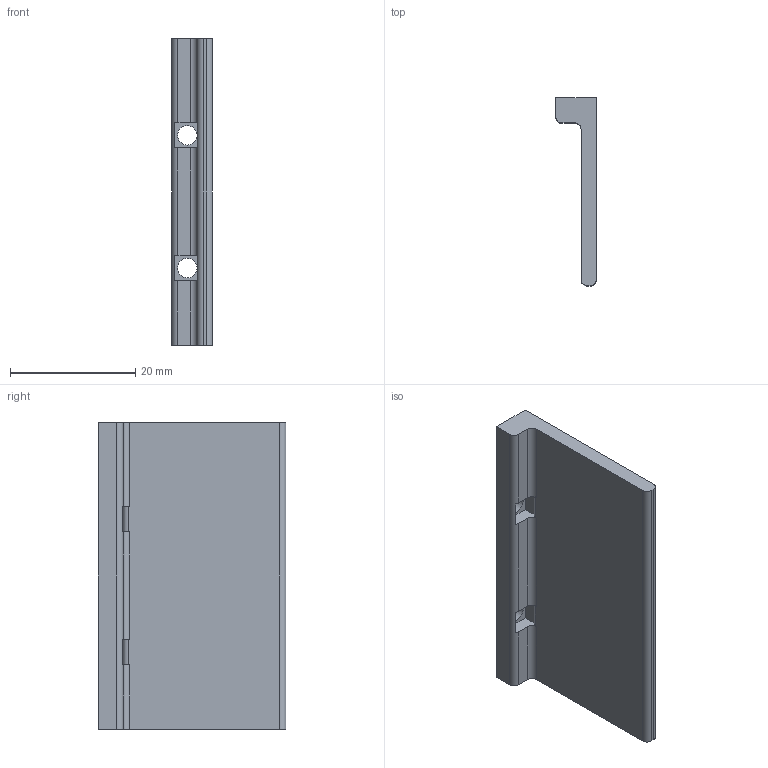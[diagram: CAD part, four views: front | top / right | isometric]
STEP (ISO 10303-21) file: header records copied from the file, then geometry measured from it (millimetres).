
FILE_DESCRIPTION(/* description */ (''),/* implementation_level */ '2;1');
FILE_NAME(/* name */ 'Base_Suporte_Teste_ipt_fdfffd87.STEP',/* time_stamp */ '2021-11-25T10:11:44-03:00',/* author */ ('Ed'),/* organization */ (''),/* preprocessor_version */ 'ST-DEVELOPER v18.1',/* originating_system */ 'Autodesk Inventor 2020',/* authorisation */ '');
FILE_SCHEMA (('AUTOMOTIVE_DESIGN { 1 0 10303 214 3 1 1 }'));
Length unit declared in the file: millimetre
Products named in the file (1): Base_Suporte_Teste
Bounding box: 6.5 x 30 x 49 mm (x, y, z)
Volume: 4277.6 mm3; surface area: 3752.4 mm2
Topology: 1 solids, 1 shells, 30 faces, 88 edges, 60 vertices
Faces by surface type: plane 20, cylinder 10
Full cylindrical faces by diameter (mm): 3.1 x2
Entity records: 1061 total; most frequent: CARTESIAN_POINT 179, DIRECTION 178, ORIENTED_EDGE 176, EDGE_CURVE 88, LINE 60, VECTOR 60, VERTEX_POINT 60, AXIS2_PLACEMENT_3D 59
